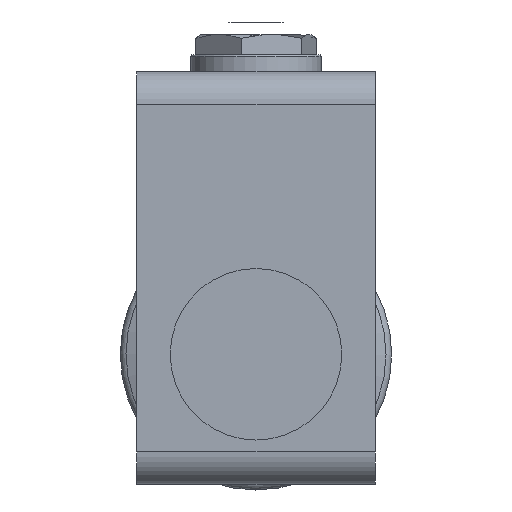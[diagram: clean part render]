
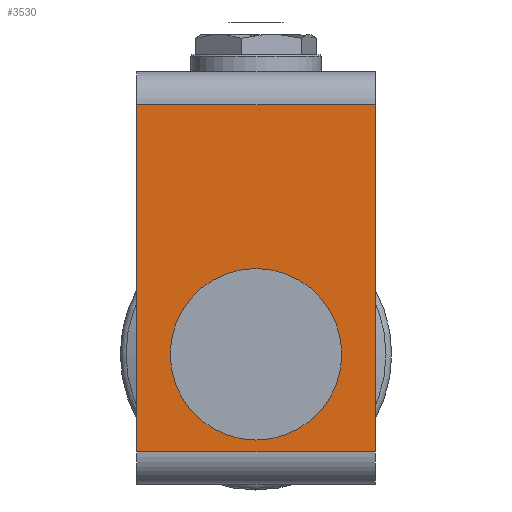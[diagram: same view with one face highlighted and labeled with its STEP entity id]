
A CAD part, front view. The second image highlights one B-rep face of the part: STEP entity #3530.
In plain terms, the highlighted planar face has unit normal (0, -1, 0).
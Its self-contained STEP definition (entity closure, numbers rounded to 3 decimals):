
#137=FACE_BOUND('',#688,.T.);
#164=PLANE('',#3782);
#279=CIRCLE('',#3783,7.9);
#485=FACE_OUTER_BOUND('',#687,.T.);
#687=EDGE_LOOP('',(#2339,#2340,#2341,#2342));
#688=EDGE_LOOP('',(#2343));
#1038=LINE('',#7738,#1160);
#1039=LINE('',#7740,#1161);
#1040=LINE('',#7742,#1162);
#1041=LINE('',#7743,#1163);
#1160=VECTOR('',#4273,10.);
#1161=VECTOR('',#4274,10.);
#1162=VECTOR('',#4275,10.);
#1163=VECTOR('',#4276,10.);
#1329=VERTEX_POINT('',#7736);
#1330=VERTEX_POINT('',#7737);
#1331=VERTEX_POINT('',#7739);
#1332=VERTEX_POINT('',#7741);
#1333=VERTEX_POINT('',#7744);
#1719=EDGE_CURVE('',#1329,#1330,#1038,.T.);
#1720=EDGE_CURVE('',#1330,#1331,#1039,.T.);
#1721=EDGE_CURVE('',#1331,#1332,#1040,.T.);
#1722=EDGE_CURVE('',#1332,#1329,#1041,.T.);
#1723=EDGE_CURVE('',#1333,#1333,#279,.T.);
#2339=ORIENTED_EDGE('',*,*,#1719,.T.);
#2340=ORIENTED_EDGE('',*,*,#1720,.T.);
#2341=ORIENTED_EDGE('',*,*,#1721,.T.);
#2342=ORIENTED_EDGE('',*,*,#1722,.T.);
#2343=ORIENTED_EDGE('',*,*,#1723,.F.);
#3530=ADVANCED_FACE('',(#485,#137),#164,.F.);
#3782=AXIS2_PLACEMENT_3D('',#7735,#4271,#4272);
#3783=AXIS2_PLACEMENT_3D('',#7745,#4277,#4278);
#4271=DIRECTION('center_axis',(0.,1.,0.));
#4272=DIRECTION('ref_axis',(-1.,0.,0.));
#4273=DIRECTION('',(1.,0.,0.));
#4274=DIRECTION('',(0.,0.,1.));
#4275=DIRECTION('',(-1.,0.,0.));
#4276=DIRECTION('',(0.,0.,-1.));
#4277=DIRECTION('center_axis',(0.,-1.,0.));
#4278=DIRECTION('ref_axis',(-1.,0.,0.));
#7735=CARTESIAN_POINT('Origin',(1.303,-421.345,-22.276));
#7736=CARTESIAN_POINT('',(-9.697,-421.345,-38.276));
#7737=CARTESIAN_POINT('',(12.303,-421.345,-38.276));
#7738=CARTESIAN_POINT('',(6.803,-421.345,-38.276));
#7739=CARTESIAN_POINT('',(12.303,-421.345,-6.276));
#7740=CARTESIAN_POINT('',(12.303,-421.345,-41.276));
#7741=CARTESIAN_POINT('',(-9.697,-421.345,-6.276));
#7742=CARTESIAN_POINT('',(6.803,-421.345,-6.276));
#7743=CARTESIAN_POINT('',(-9.697,-421.345,-3.276));
#7744=CARTESIAN_POINT('',(9.203,-421.345,-29.276));
#7745=CARTESIAN_POINT('Origin',(1.303,-421.345,-29.276));
